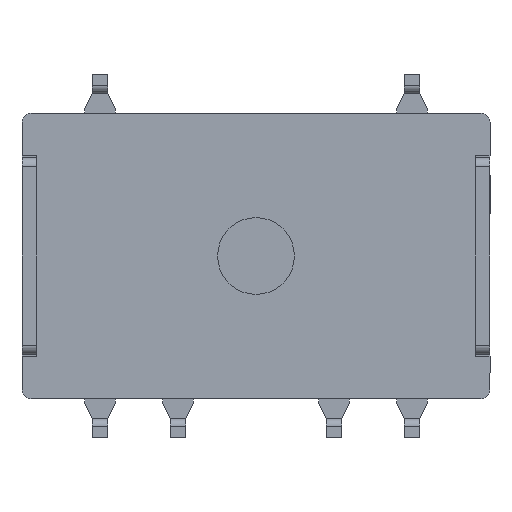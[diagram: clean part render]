
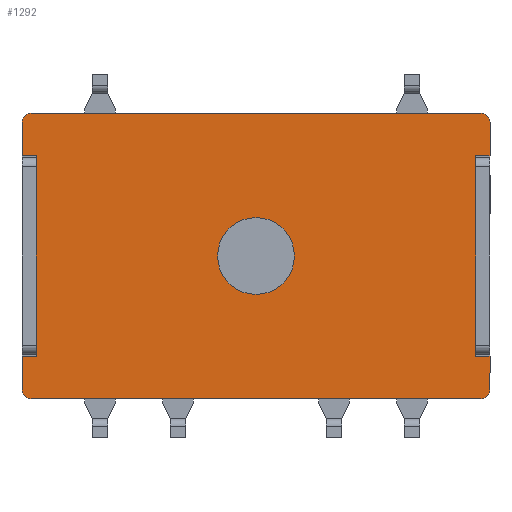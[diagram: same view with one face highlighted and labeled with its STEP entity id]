
A CAD part, front view. The second image highlights one B-rep face of the part: STEP entity #1292.
In plain terms, the highlighted planar face has unit normal (0, -1, 0).
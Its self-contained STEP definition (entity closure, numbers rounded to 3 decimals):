
#2 = CARTESIAN_POINT ( 'NONE',  ( 0., 0., -1.25 ) ) ;
#23 = VERTEX_POINT ( 'NONE', #2759 ) ;
#45 = VERTEX_POINT ( 'NONE', #4461 ) ;
#117 = ORIENTED_EDGE ( 'NONE', *, *, #6818, .T. ) ;
#302 = CARTESIAN_POINT ( 'NONE',  ( -7.62, 0., -4.65 ) ) ;
#347 = DIRECTION ( 'NONE',  ( 0., -1., 0. ) ) ;
#376 = DIRECTION ( 'NONE',  ( 0., 0., 1. ) ) ;
#402 = CARTESIAN_POINT ( 'NONE',  ( -7.62, 0., 4.35 ) ) ;
#419 = VERTEX_POINT ( 'NONE', #4632 ) ;
#527 = VERTEX_POINT ( 'NONE', #2167 ) ;
#538 = DIRECTION ( 'NONE',  ( 0., 0., 1. ) ) ;
#634 = VERTEX_POINT ( 'NONE', #6494 ) ;
#820 = LINE ( 'NONE', #4749, #7168 ) ;
#876 = DIRECTION ( 'NONE',  ( 0., 0., 1. ) ) ;
#877 = EDGE_CURVE ( 'NONE', #6784, #1548, #4896, .T. ) ;
#922 = CIRCLE ( 'NONE', #2413, 0.3 ) ;
#976 = VERTEX_POINT ( 'NONE', #8189 ) ;
#981 = AXIS2_PLACEMENT_3D ( 'NONE', #2805, #1096, #538 ) ;
#997 = ORIENTED_EDGE ( 'NONE', *, *, #4131, .F. ) ;
#1096 = DIRECTION ( 'NONE',  ( 0., 1., 0. ) ) ;
#1292 = ADVANCED_FACE ( 'NONE', ( #7657, #4392 ), #6775, .F. ) ;
#1360 = CARTESIAN_POINT ( 'NONE',  ( 0., 0., 0. ) ) ;
#1396 = DIRECTION ( 'NONE',  ( 0., 1., 0. ) ) ;
#1407 = VERTEX_POINT ( 'NONE', #5396 ) ;
#1413 = DIRECTION ( 'NONE',  ( 1., 0., 0. ) ) ;
#1497 = VECTOR ( 'NONE', #5926, 1000. ) ;
#1533 = AXIS2_PLACEMENT_3D ( 'NONE', #6139, #2456, #6770 ) ;
#1548 = VERTEX_POINT ( 'NONE', #5773 ) ;
#1552 = DIRECTION ( 'NONE',  ( -1., 0., 0. ) ) ;
#1573 = EDGE_LOOP ( 'NONE', ( #6655, #7013 ) ) ;
#1575 = CARTESIAN_POINT ( 'NONE',  ( -7.62, 0., -4.65 ) ) ;
#1600 = CARTESIAN_POINT ( 'NONE',  ( -7.62, 0., 3.26 ) ) ;
#1782 = CARTESIAN_POINT ( 'NONE',  ( -7.16, 0., -3.26 ) ) ;
#1990 = LINE ( 'NONE', #4261, #4951 ) ;
#2167 = CARTESIAN_POINT ( 'NONE',  ( 7.16, 0., -3.26 ) ) ;
#2210 = CARTESIAN_POINT ( 'NONE',  ( 7.16, 0., 3.26 ) ) ;
#2229 = VECTOR ( 'NONE', #2311, 1000. ) ;
#2268 = CARTESIAN_POINT ( 'NONE',  ( 0., 0., 0. ) ) ;
#2287 = DIRECTION ( 'NONE',  ( 1., 0., 0. ) ) ;
#2305 = VECTOR ( 'NONE', #2760, 1000. ) ;
#2311 = DIRECTION ( 'NONE',  ( 0., 0., -1. ) ) ;
#2368 = VERTEX_POINT ( 'NONE', #1600 ) ;
#2383 = ORIENTED_EDGE ( 'NONE', *, *, #4203, .F. ) ;
#2413 = AXIS2_PLACEMENT_3D ( 'NONE', #3697, #7994, #4347 ) ;
#2415 = ORIENTED_EDGE ( 'NONE', *, *, #4528, .F. ) ;
#2441 = VERTEX_POINT ( 'NONE', #3565 ) ;
#2456 = DIRECTION ( 'NONE',  ( 0., -1., 0. ) ) ;
#2509 = VECTOR ( 'NONE', #3628, 1000. ) ;
#2585 = VERTEX_POINT ( 'NONE', #402 ) ;
#2741 = ORIENTED_EDGE ( 'NONE', *, *, #4519, .T. ) ;
#2759 = CARTESIAN_POINT ( 'NONE',  ( 7.32, 0., -4.65 ) ) ;
#2760 = DIRECTION ( 'NONE',  ( -1., 0., 0. ) ) ;
#2805 = CARTESIAN_POINT ( 'NONE',  ( -7.62, 0., 4.65 ) ) ;
#2855 = AXIS2_PLACEMENT_3D ( 'NONE', #2268, #6598, #2893 ) ;
#2876 = DIRECTION ( 'NONE',  ( 1., 0., 0. ) ) ;
#2893 = DIRECTION ( 'NONE',  ( 0., 0., 1. ) ) ;
#2909 = CIRCLE ( 'NONE', #5891, 0.3 ) ;
#3028 = DIRECTION ( 'NONE',  ( 0., -1., 0. ) ) ;
#3151 = ORIENTED_EDGE ( 'NONE', *, *, #7293, .F. ) ;
#3210 = LINE ( 'NONE', #7745, #1497 ) ;
#3250 = EDGE_CURVE ( 'NONE', #527, #6401, #3210, .T. ) ;
#3373 = CARTESIAN_POINT ( 'NONE',  ( 7.16, 0., -3.26 ) ) ;
#3503 = ORIENTED_EDGE ( 'NONE', *, *, #4440, .T. ) ;
#3522 = CIRCLE ( 'NONE', #2855, 1.25 ) ;
#3565 = CARTESIAN_POINT ( 'NONE',  ( -7.62, 0., -3.26 ) ) ;
#3597 = CARTESIAN_POINT ( 'NONE',  ( 7.32, 0., 4.65 ) ) ;
#3628 = DIRECTION ( 'NONE',  ( 0., 0., 1. ) ) ;
#3668 = VERTEX_POINT ( 'NONE', #7003 ) ;
#3674 = AXIS2_PLACEMENT_3D ( 'NONE', #4326, #347, #4925 ) ;
#3697 = CARTESIAN_POINT ( 'NONE',  ( 7.32, 0., 4.35 ) ) ;
#3746 = ORIENTED_EDGE ( 'NONE', *, *, #3250, .T. ) ;
#3846 = DIRECTION ( 'NONE',  ( 0., 0., 1. ) ) ;
#3988 = LINE ( 'NONE', #3373, #2305 ) ;
#4055 = EDGE_CURVE ( 'NONE', #6319, #2441, #4690, .T. ) ;
#4131 = EDGE_CURVE ( 'NONE', #7188, #4273, #4300, .T. ) ;
#4186 = CARTESIAN_POINT ( 'NONE',  ( -7.62, 0., 4.65 ) ) ;
#4203 = EDGE_CURVE ( 'NONE', #45, #1407, #7175, .T. ) ;
#4219 = CIRCLE ( 'NONE', #1533, 0.3 ) ;
#4261 = CARTESIAN_POINT ( 'NONE',  ( -7.62, 0., -4.65 ) ) ;
#4273 = VERTEX_POINT ( 'NONE', #3597 ) ;
#4289 = AXIS2_PLACEMENT_3D ( 'NONE', #1360, #1396, #3846 ) ;
#4300 = LINE ( 'NONE', #4186, #7352 ) ;
#4320 = EDGE_CURVE ( 'NONE', #23, #976, #1990, .T. ) ;
#4326 = CARTESIAN_POINT ( 'NONE',  ( 7.32, 0., -4.35 ) ) ;
#4347 = DIRECTION ( 'NONE',  ( 0., 0., 1. ) ) ;
#4392 = FACE_OUTER_BOUND ( 'NONE', #5619, .T. ) ;
#4428 = EDGE_CURVE ( 'NONE', #6319, #976, #2909, .T. ) ;
#4439 = CARTESIAN_POINT ( 'NONE',  ( 7.16, 0., 3.26 ) ) ;
#4440 = EDGE_CURVE ( 'NONE', #23, #1407, #6154, .T. ) ;
#4452 = ORIENTED_EDGE ( 'NONE', *, *, #4055, .F. ) ;
#4461 = CARTESIAN_POINT ( 'NONE',  ( 7.62, 0., -3.26 ) ) ;
#4473 = EDGE_CURVE ( 'NONE', #419, #4273, #922, .T. ) ;
#4519 = EDGE_CURVE ( 'NONE', #7188, #2585, #4219, .T. ) ;
#4528 = EDGE_CURVE ( 'NONE', #634, #3668, #8014, .T. ) ;
#4632 = CARTESIAN_POINT ( 'NONE',  ( 7.62, 0., 4.35 ) ) ;
#4690 = LINE ( 'NONE', #1575, #7749 ) ;
#4749 = CARTESIAN_POINT ( 'NONE',  ( -7.16, 0., 3.26 ) ) ;
#4790 = CARTESIAN_POINT ( 'NONE',  ( -7.32, 0., 4.65 ) ) ;
#4896 = CIRCLE ( 'NONE', #4289, 1.25 ) ;
#4921 = ORIENTED_EDGE ( 'NONE', *, *, #4320, .F. ) ;
#4925 = DIRECTION ( 'NONE',  ( 0., 0., 1. ) ) ;
#4951 = VECTOR ( 'NONE', #7909, 1000. ) ;
#5005 = ORIENTED_EDGE ( 'NONE', *, *, #4473, .T. ) ;
#5188 = CARTESIAN_POINT ( 'NONE',  ( -7.16, 0., -3.26 ) ) ;
#5360 = LINE ( 'NONE', #2210, #6954 ) ;
#5396 = CARTESIAN_POINT ( 'NONE',  ( 7.62, 0., -4.35 ) ) ;
#5404 = CARTESIAN_POINT ( 'NONE',  ( 7.62, 0., -4.65 ) ) ;
#5430 = CARTESIAN_POINT ( 'NONE',  ( 7.62, 0., -4.65 ) ) ;
#5462 = EDGE_CURVE ( 'NONE', #2441, #634, #7259, .T. ) ;
#5579 = CARTESIAN_POINT ( 'NONE',  ( -7.62, 0., -4.35 ) ) ;
#5594 = VECTOR ( 'NONE', #376, 1000. ) ;
#5619 = EDGE_LOOP ( 'NONE', ( #4452, #6557, #4921, #3503, #2383, #117, #3746, #6120, #3151, #5005, #997, #2741, #6189, #7887, #2415, #7426 ) ) ;
#5773 = CARTESIAN_POINT ( 'NONE',  ( 0., 0., 1.25 ) ) ;
#5779 = EDGE_CURVE ( 'NONE', #2368, #3668, #820, .T. ) ;
#5891 = AXIS2_PLACEMENT_3D ( 'NONE', #6722, #3028, #7359 ) ;
#5926 = DIRECTION ( 'NONE',  ( 0., 0., 1. ) ) ;
#5999 = LINE ( 'NONE', #5430, #7656 ) ;
#6120 = ORIENTED_EDGE ( 'NONE', *, *, #7061, .F. ) ;
#6139 = CARTESIAN_POINT ( 'NONE',  ( -7.32, 0., 4.35 ) ) ;
#6154 = CIRCLE ( 'NONE', #3674, 0.3 ) ;
#6189 = ORIENTED_EDGE ( 'NONE', *, *, #7338, .F. ) ;
#6319 = VERTEX_POINT ( 'NONE', #5579 ) ;
#6401 = VERTEX_POINT ( 'NONE', #4439 ) ;
#6494 = CARTESIAN_POINT ( 'NONE',  ( -7.16, 0., -3.26 ) ) ;
#6557 = ORIENTED_EDGE ( 'NONE', *, *, #4428, .T. ) ;
#6598 = DIRECTION ( 'NONE',  ( 0., 1., 0. ) ) ;
#6655 = ORIENTED_EDGE ( 'NONE', *, *, #7121, .T. ) ;
#6722 = CARTESIAN_POINT ( 'NONE',  ( -7.32, 0., -4.35 ) ) ;
#6770 = DIRECTION ( 'NONE',  ( 0., 0., 1. ) ) ;
#6775 = PLANE ( 'NONE',  #981 ) ;
#6784 = VERTEX_POINT ( 'NONE', #2 ) ;
#6818 = EDGE_CURVE ( 'NONE', #45, #527, #3988, .T. ) ;
#6842 = VERTEX_POINT ( 'NONE', #7703 ) ;
#6954 = VECTOR ( 'NONE', #1552, 1000. ) ;
#7003 = CARTESIAN_POINT ( 'NONE',  ( -7.16, 0., 3.26 ) ) ;
#7013 = ORIENTED_EDGE ( 'NONE', *, *, #877, .T. ) ;
#7054 = VECTOR ( 'NONE', #1413, 1000. ) ;
#7061 = EDGE_CURVE ( 'NONE', #6842, #6401, #5360, .T. ) ;
#7121 = EDGE_CURVE ( 'NONE', #1548, #6784, #3522, .T. ) ;
#7168 = VECTOR ( 'NONE', #2876, 1000. ) ;
#7175 = LINE ( 'NONE', #5404, #2229 ) ;
#7188 = VERTEX_POINT ( 'NONE', #4790 ) ;
#7259 = LINE ( 'NONE', #5188, #7054 ) ;
#7293 = EDGE_CURVE ( 'NONE', #419, #6842, #5999, .T. ) ;
#7338 = EDGE_CURVE ( 'NONE', #2368, #2585, #7445, .T. ) ;
#7352 = VECTOR ( 'NONE', #2287, 1000. ) ;
#7359 = DIRECTION ( 'NONE',  ( 0., 0., 1. ) ) ;
#7426 = ORIENTED_EDGE ( 'NONE', *, *, #5462, .F. ) ;
#7445 = LINE ( 'NONE', #302, #2509 ) ;
#7656 = VECTOR ( 'NONE', #7914, 1000. ) ;
#7657 = FACE_BOUND ( 'NONE', #1573, .T. ) ;
#7703 = CARTESIAN_POINT ( 'NONE',  ( 7.62, 0., 3.26 ) ) ;
#7745 = CARTESIAN_POINT ( 'NONE',  ( 7.16, 0., -3.26 ) ) ;
#7749 = VECTOR ( 'NONE', #876, 1000. ) ;
#7887 = ORIENTED_EDGE ( 'NONE', *, *, #5779, .T. ) ;
#7909 = DIRECTION ( 'NONE',  ( -1., 0., 0. ) ) ;
#7914 = DIRECTION ( 'NONE',  ( 0., 0., -1. ) ) ;
#7994 = DIRECTION ( 'NONE',  ( 0., -1., 0. ) ) ;
#8014 = LINE ( 'NONE', #1782, #5594 ) ;
#8189 = CARTESIAN_POINT ( 'NONE',  ( -7.32, 0., -4.65 ) ) ;
